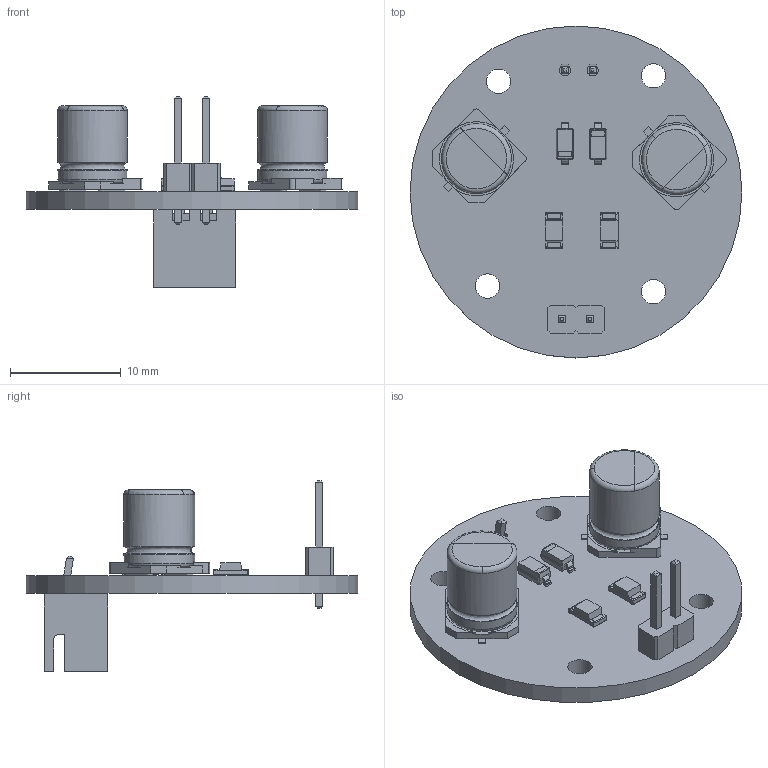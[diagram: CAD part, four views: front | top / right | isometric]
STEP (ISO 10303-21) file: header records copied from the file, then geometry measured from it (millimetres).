
FILE_DESCRIPTION(('KiCad electronic assembly'),'2;1');
FILE_NAME('Dyno_LED_PCB.step','2025-06-22T22:54:14',('Pcbnew'),('Kicad') ,'Open CASCADE STEP processor 7.8','KiCad to STEP converter','Unknown' );
FILE_SCHEMA(('AUTOMOTIVE_DESIGN { 1 0 10303 214 1 1 1 1 }'));
Length unit declared in the file: millimetre
Products named in the file (12): Dyno_LED_PCB 1; PinHeader_1x02_P2.54mm_Vertical; PinHeader_1x02_P254mm_Vertical; LED_1206_3216Metric; D_SOD-123; D_SOD_123; CP_Elec_6.3x7.7; CP_Elec_63x77; JST_XH_B2B-XH-A_1x02_P2.50mm_Vertical; JST_B2B_XH_A; Dyno_LED_PCB_PCB
Assembly tree (14 placements, depth 3):
  Dyno_LED_PCB 1
    PinHeader_1x02_P2.54mm_Vertical
      PinHeader_1x02_P254mm_Vertical
    LED_1206_3216Metric  x2
      LED_1206_3216Metric
    D_SOD-123  x2
      D_SOD_123
    CP_Elec_6.3x7.7  x2
      CP_Elec_63x77
    JST_XH_B2B-XH-A_1x02_P2.50mm_Vertical
      JST_B2B_XH_A
    Dyno_LED_PCB_PCB
Bounding box: 30 x 30 x 17.24 mm (x, y, z)
Volume: 1794.3 mm3; surface area: 2710.6 mm2
Topology: 9 solids, 9 shells, 468 faces, 1172 edges, 736 vertices
Faces by surface type: plane 337, cylinder 65, bspline 56, torus 8, revolution 2
Full cylindrical faces by diameter (mm): 1 x4, 2.2 x4, 6.3 x4, 30 x1
Entity records: 11546 total; most frequent: CARTESIAN_POINT 1881, ORIENTED_EDGE 1560, DIRECTION 1421, EDGE_CURVE 780, LINE 654, VECTOR 654, VERTEX_POINT 493, AXIS2_PLACEMENT_3D 383
